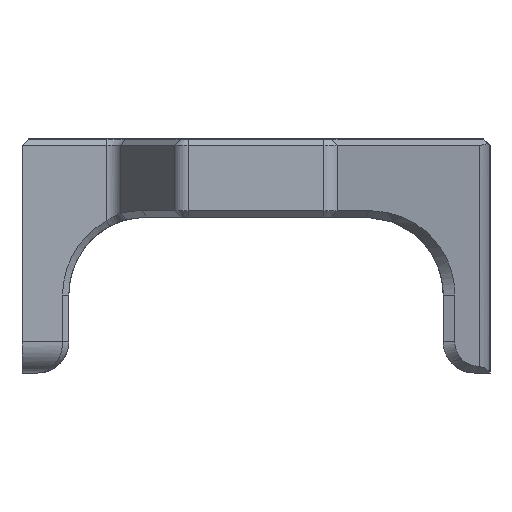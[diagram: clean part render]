
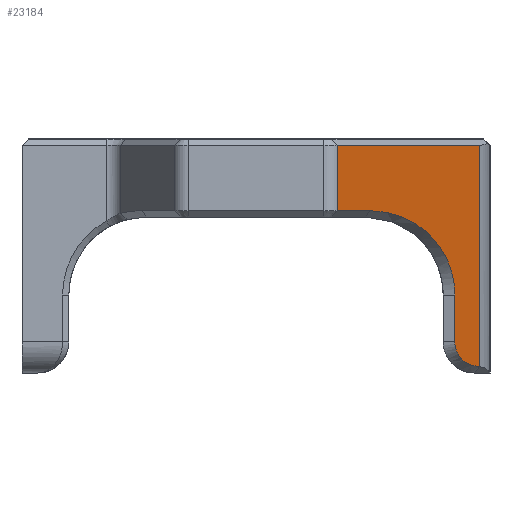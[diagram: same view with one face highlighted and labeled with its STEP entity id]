
A CAD part, left-side view. The second image highlights one B-rep face of the part: STEP entity #23184.
In plain terms, the highlighted planar face has unit normal (-0.5, -0.866, 0).
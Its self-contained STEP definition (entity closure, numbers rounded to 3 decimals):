
#675=PLANE('',#25138);
#1170=B_SPLINE_CURVE_WITH_KNOTS('',3,(#58441,#58442,#58443,#58444,#58445,
#58446,#58447,#58448,#58449,#58450,#58451,#58452),.UNSPECIFIED.,.F.,.F.,
(4,2,2,2,2,4),(0.,0.114,0.24,0.487,
0.769,1.086),.UNSPECIFIED.);
#1171=B_SPLINE_CURVE_WITH_KNOTS('',3,(#58456,#58457,#58458,#58459,#58460,
#58461,#58462,#58463,#58464,#58465,#58466,#58467),.UNSPECIFIED.,.F.,.F.,
(4,2,2,2,2,4),(0.,0.122,0.229,
0.324,0.372,0.416),.UNSPECIFIED.);
#2460=FACE_OUTER_BOUND('',#3946,.T.);
#3946=EDGE_LOOP('',(#19267,#19268,#19269,#19270,#19271,#19272,#19273));
#5938=LINE('',#58435,#8170);
#5939=LINE('',#58437,#8171);
#5940=LINE('',#58439,#8172);
#5941=LINE('',#58454,#8173);
#5942=LINE('',#58468,#8174);
#8170=VECTOR('',#30001,1000.);
#8171=VECTOR('',#30002,1000.);
#8172=VECTOR('',#30003,1000.);
#8173=VECTOR('',#30004,1000.);
#8174=VECTOR('',#30005,1000.);
#11194=VERTEX_POINT('',#58433);
#11195=VERTEX_POINT('',#58434);
#11196=VERTEX_POINT('',#58436);
#11197=VERTEX_POINT('',#58438);
#11198=VERTEX_POINT('',#58440);
#11199=VERTEX_POINT('',#58453);
#11200=VERTEX_POINT('',#58455);
#14005=EDGE_CURVE('',#11194,#11195,#5938,.T.);
#14006=EDGE_CURVE('',#11196,#11194,#5939,.T.);
#14007=EDGE_CURVE('',#11197,#11196,#5940,.T.);
#14008=EDGE_CURVE('',#11198,#11197,#1170,.T.);
#14009=EDGE_CURVE('',#11199,#11198,#5941,.T.);
#14010=EDGE_CURVE('',#11200,#11199,#1171,.T.);
#14011=EDGE_CURVE('',#11195,#11200,#5942,.T.);
#19267=ORIENTED_EDGE('',*,*,#14005,.F.);
#19268=ORIENTED_EDGE('',*,*,#14006,.F.);
#19269=ORIENTED_EDGE('',*,*,#14007,.F.);
#19270=ORIENTED_EDGE('',*,*,#14008,.F.);
#19271=ORIENTED_EDGE('',*,*,#14009,.F.);
#19272=ORIENTED_EDGE('',*,*,#14010,.F.);
#19273=ORIENTED_EDGE('',*,*,#14011,.F.);
#23184=ADVANCED_FACE('',(#2460),#675,.T.);
#25138=AXIS2_PLACEMENT_3D('',#58432,#29999,#30000);
#29999=DIRECTION('center_axis',(-0.5,-0.866,0.));
#30000=DIRECTION('ref_axis',(-0.866,0.5,0.));
#30001=DIRECTION('',(0.866,-0.5,0.));
#30002=DIRECTION('',(0.,0.,1.));
#30003=DIRECTION('',(-0.866,0.5,0.));
#30004=DIRECTION('',(0.,0.,1.));
#30005=DIRECTION('',(0.,0.,-1.));
#58432=CARTESIAN_POINT('Origin',(15.,10.072,-0.1));
#58433=CARTESIAN_POINT('',(15.5,9.783,-0.4));
#58434=CARTESIAN_POINT('',(31.285,0.67,-0.4));
#58435=CARTESIAN_POINT('',(15.,10.072,-0.4));
#58436=CARTESIAN_POINT('',(15.5,9.783,-4.6));
#58437=CARTESIAN_POINT('',(15.5,9.783,0.));
#58438=CARTESIAN_POINT('',(19.189,7.654,-4.6));
#58439=CARTESIAN_POINT('',(15.,10.072,-4.6));
#58440=CARTESIAN_POINT('',(28.542,2.254,-10.));
#58441=CARTESIAN_POINT('Ctrl Pts',(28.542,2.254,-10.));
#58442=CARTESIAN_POINT('Ctrl Pts',(28.542,2.254,-9.619));
#58443=CARTESIAN_POINT('Ctrl Pts',(28.472,2.294,-9.25));
#58444=CARTESIAN_POINT('Ctrl Pts',(28.205,2.448,-8.512));
#58445=CARTESIAN_POINT('Ctrl Pts',(28.002,2.565,-8.159));
#58446=CARTESIAN_POINT('Ctrl Pts',(27.293,2.974,-7.22));
#58447=CARTESIAN_POINT('Ctrl Pts',(26.626,3.36,-6.657));
#58448=CARTESIAN_POINT('Ctrl Pts',(24.861,4.379,-5.638));
#58449=CARTESIAN_POINT('Ctrl Pts',(23.806,4.988,-5.259));
#58450=CARTESIAN_POINT('Ctrl Pts',(21.601,6.261,-4.732));
#58451=CARTESIAN_POINT('Ctrl Pts',(20.381,6.965,-4.6));
#58452=CARTESIAN_POINT('Ctrl Pts',(19.189,7.654,-4.6));
#58453=CARTESIAN_POINT('',(28.542,2.254,-13.));
#58454=CARTESIAN_POINT('',(28.542,2.254,-0.1));
#58455=CARTESIAN_POINT('',(31.285,0.67,-14.6));
#58456=CARTESIAN_POINT('Ctrl Pts',(31.285,0.67,-14.6));
#58457=CARTESIAN_POINT('Ctrl Pts',(30.934,0.872,-14.598));
#58458=CARTESIAN_POINT('Ctrl Pts',(30.575,1.079,-14.557));
#58459=CARTESIAN_POINT('Ctrl Pts',(29.929,1.453,-14.399));
#58460=CARTESIAN_POINT('Ctrl Pts',(29.619,1.632,-14.286));
#58461=CARTESIAN_POINT('Ctrl Pts',(29.102,1.93,-13.985));
#58462=CARTESIAN_POINT('Ctrl Pts',(28.906,2.043,-13.818));
#58463=CARTESIAN_POINT('Ctrl Pts',(28.699,2.163,-13.541));
#58464=CARTESIAN_POINT('Ctrl Pts',(28.64,2.197,-13.437));
#58465=CARTESIAN_POINT('Ctrl Pts',(28.562,2.242,-13.221));
#58466=CARTESIAN_POINT('Ctrl Pts',(28.542,2.254,-13.112));
#58467=CARTESIAN_POINT('Ctrl Pts',(28.542,2.254,-13.));
#58468=CARTESIAN_POINT('',(31.285,0.67,-14.6));
